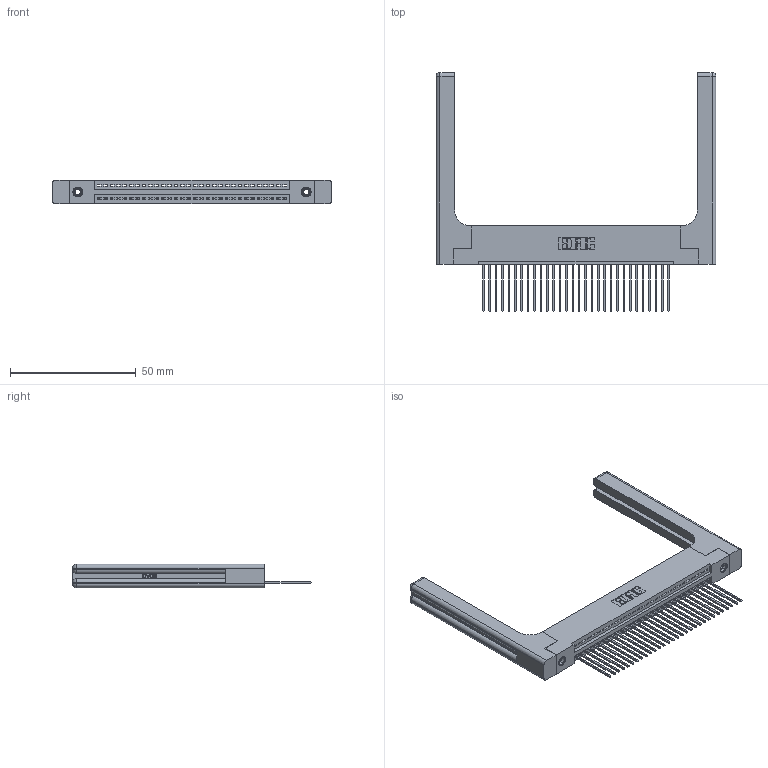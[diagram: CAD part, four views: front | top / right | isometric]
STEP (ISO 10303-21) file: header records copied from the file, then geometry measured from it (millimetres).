
FILE_DESCRIPTION (( 'STEP AP203' ), '1' );
FILE_NAME ('395-030-541-158.STEP', '2019-10-19T07:18:26', ( '' ), ( '' ), 'SwSTEP 2.0', 'SolidWorks 2016', '' );
FILE_SCHEMA (( 'CONFIG_CONTROL_DESIGN' ));
Length unit declared in the file: inch
Products named in the file (5): 345-220-058_345-220-058; 345-292-001_345-293-141; 345 Part_Flush Mounting Lugs - 0.156 Dia-TH; 395-030-541-158; 345-250-001_345-250-001-102
Assembly tree (35 placements, depth 2):
  395-030-541-158
    345 Part_Flush Mounting Lugs - 0.156 Dia-TH
    345-292-001_345-293-141  x30
    345-250-001_345-250-001-102  x2
    345-220-058_345-220-058  x2
Bounding box: 111.23 x 94.92 x 9.4 mm (x, y, z)
Volume: 19070.1 mm3; surface area: 19765 mm2
Topology: 35 solids, 35 shells, 2122 faces, 6287 edges, 4130 vertices
Faces by surface type: plane 1428, cylinder 634, bspline 36, cone 12, sphere 8, torus 4
Entity records: 29394 total; most frequent: CARTESIAN_POINT 6063, ORIENTED_EDGE 4824, DIRECTION 4260, EDGE_CURVE 2412, LINE 2068, VECTOR 2068, VERTEX_POINT 1598, AXIS2_PLACEMENT_3D 1096
